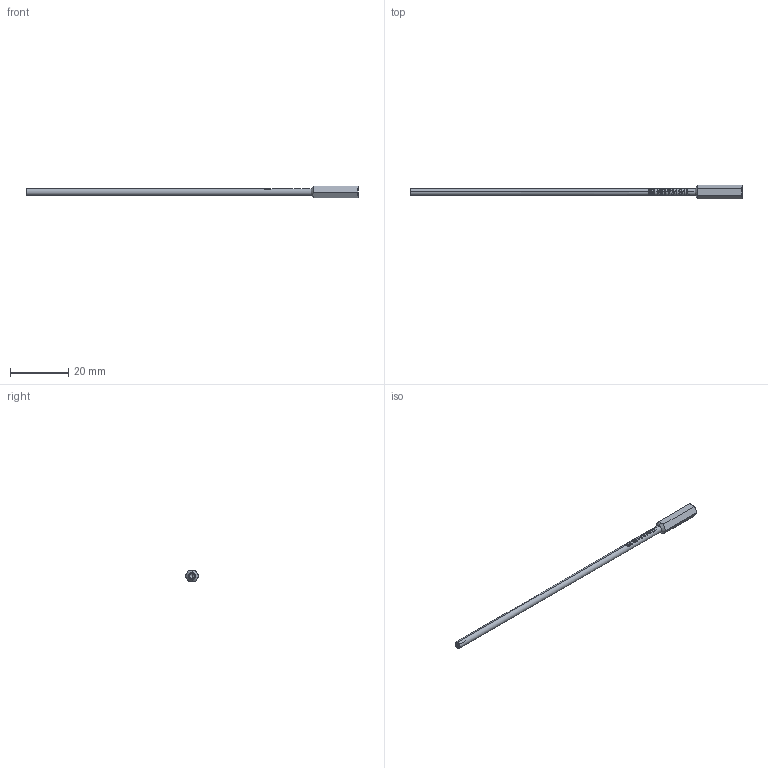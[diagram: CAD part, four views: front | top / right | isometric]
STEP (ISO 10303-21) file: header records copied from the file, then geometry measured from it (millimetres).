
FILE_DESCRIPTION (( 'STEP AP214' ), '1' );
FILE_NAME ('MOD-1028521-BIT731S1L.STEP', '2023-01-23T12:01:45', ( '' ), ( '' ), 'SwSTEP 2.0', 'SolidWorks 2020', '' );
FILE_SCHEMA (( 'AUTOMOTIVE_DESIGN' ));
Length unit declared in the file: millimetre
Products named in the file (1): MOD-1028521-BIT731S1L
Bounding box: 114 x 4.62 x 4 mm (x, y, z)
Volume: 634.7 mm3; surface area: 1051 mm2
Topology: 1 solids, 1 shells, 181 faces, 518 edges, 341 vertices
Faces by surface type: plane 96, bspline 48, cylinder 33, cone 4
Entity records: 10091 total; most frequent: CARTESIAN_POINT 5716, ORIENTED_EDGE 1032, DIRECTION 727, EDGE_CURVE 516, VERTEX_POINT 341, AXIS2_PLACEMENT_3D 254, VECTOR 219, LINE 219
